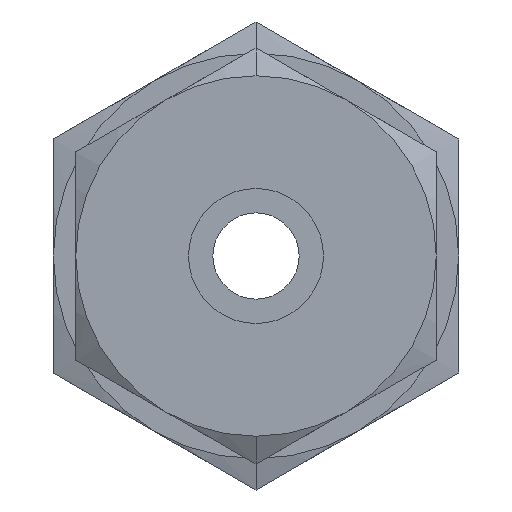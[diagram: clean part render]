
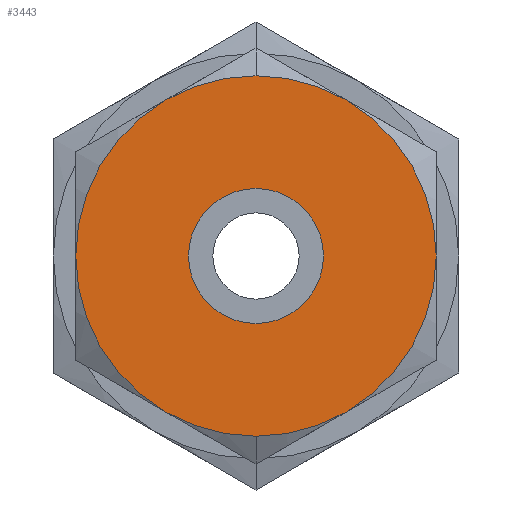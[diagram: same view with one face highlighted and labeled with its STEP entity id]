
A CAD part, left-side view. The second image highlights one B-rep face of the part: STEP entity #3443.
In plain terms, the highlighted planar face has unit normal (-1, 0, 0).
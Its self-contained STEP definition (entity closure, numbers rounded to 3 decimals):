
#544 = EDGE_CURVE ( 'NONE', #8104, #10854, #8678, .T. ) ;
#1544 = CARTESIAN_POINT ( 'NONE',  ( 0., 0., 0. ) ) ;
#1546 = CARTESIAN_POINT ( 'NONE',  ( 0., 0., 0. ) ) ;
#2145 = CARTESIAN_POINT ( 'NONE',  ( 0., 0., 3.175 ) ) ;
#2220 = CARTESIAN_POINT ( 'NONE',  ( 0., 0., -6.35 ) ) ;
#2374 = EDGE_CURVE ( 'NONE', #10854, #8104, #2935, .T. ) ;
#2856 = CARTESIAN_POINT ( 'NONE',  ( 0., 0., 0. ) ) ;
#2935 = CIRCLE ( 'NONE', #10900, 6.35 ) ;
#2942 = CIRCLE ( 'NONE', #6148, 2.38 ) ;
#3051 = CARTESIAN_POINT ( 'NONE',  ( 0., 0., 6.35 ) ) ;
#3225 = AXIS2_PLACEMENT_3D ( 'NONE', #1546, #12234, #6835 ) ;
#3318 = EDGE_CURVE ( 'NONE', #3584, #7500, #2942, .T. ) ;
#3443 = ADVANCED_FACE ( 'NONE', ( #11625, #11911 ), #6443, .T. ) ;
#3584 = VERTEX_POINT ( 'NONE', #10112 ) ;
#3896 = CARTESIAN_POINT ( 'NONE',  ( 0., 0., 2.38 ) ) ;
#4129 = CIRCLE ( 'NONE', #3225, 2.38 ) ;
#4147 = DIRECTION ( 'NONE',  ( 0., 0., 1. ) ) ;
#4790 = DIRECTION ( 'NONE',  ( 1., 0., 0. ) ) ;
#5076 = DIRECTION ( 'NONE',  ( 0., 0., -1. ) ) ;
#5566 = EDGE_LOOP ( 'NONE', ( #7835, #6372 ) ) ;
#5718 = AXIS2_PLACEMENT_3D ( 'NONE', #1544, #11238, #12439 ) ;
#6148 = AXIS2_PLACEMENT_3D ( 'NONE', #2856, #4790, #5076 ) ;
#6228 = DIRECTION ( 'NONE',  ( -1., 0., 0. ) ) ;
#6307 = EDGE_CURVE ( 'NONE', #7500, #3584, #4129, .T. ) ;
#6372 = ORIENTED_EDGE ( 'NONE', *, *, #6307, .T. ) ;
#6443 = PLANE ( 'NONE',  #13186 ) ;
#6835 = DIRECTION ( 'NONE',  ( 0., 0., 1. ) ) ;
#6869 = ORIENTED_EDGE ( 'NONE', *, *, #2374, .F. ) ;
#7500 = VERTEX_POINT ( 'NONE', #3896 ) ;
#7835 = ORIENTED_EDGE ( 'NONE', *, *, #3318, .T. ) ;
#8104 = VERTEX_POINT ( 'NONE', #2220 ) ;
#8678 = CIRCLE ( 'NONE', #5718, 6.35 ) ;
#9926 = ORIENTED_EDGE ( 'NONE', *, *, #544, .F. ) ;
#10051 = EDGE_LOOP ( 'NONE', ( #6869, #9926 ) ) ;
#10083 = DIRECTION ( 'NONE',  ( 0., 0., 1. ) ) ;
#10112 = CARTESIAN_POINT ( 'NONE',  ( 0., 0., -2.38 ) ) ;
#10488 = DIRECTION ( 'NONE',  ( 1., 0., 0. ) ) ;
#10854 = VERTEX_POINT ( 'NONE', #3051 ) ;
#10900 = AXIS2_PLACEMENT_3D ( 'NONE', #13768, #10488, #10083 ) ;
#11238 = DIRECTION ( 'NONE',  ( 1., 0., 0. ) ) ;
#11625 = FACE_BOUND ( 'NONE', #5566, .T. ) ;
#11911 = FACE_OUTER_BOUND ( 'NONE', #10051, .T. ) ;
#12234 = DIRECTION ( 'NONE',  ( 1., 0., 0. ) ) ;
#12439 = DIRECTION ( 'NONE',  ( 0., 0., -1. ) ) ;
#13186 = AXIS2_PLACEMENT_3D ( 'NONE', #2145, #6228, #4147 ) ;
#13768 = CARTESIAN_POINT ( 'NONE',  ( 0., 0., 0. ) ) ;
